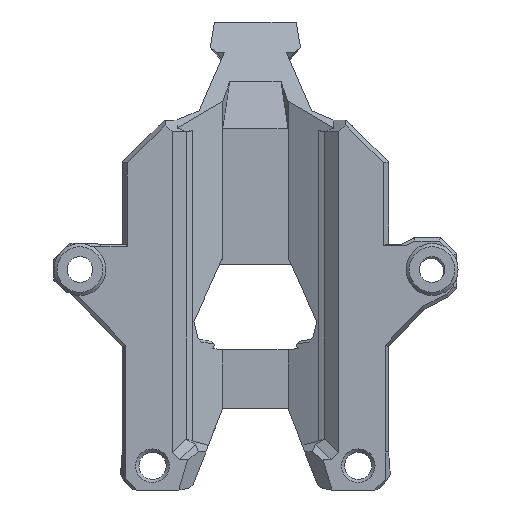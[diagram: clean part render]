
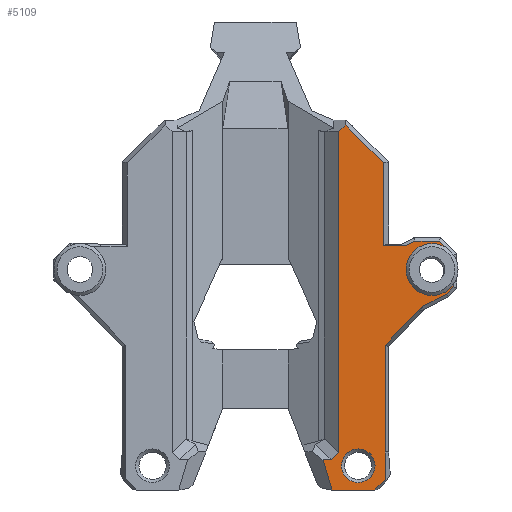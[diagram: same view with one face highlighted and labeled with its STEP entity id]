
A CAD part, front view. The second image highlights one B-rep face of the part: STEP entity #5109.
In plain terms, the highlighted face is planar.
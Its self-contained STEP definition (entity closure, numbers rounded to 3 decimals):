
#29=FACE_BOUND('',#530,.T.);
#30=FACE_BOUND('',#531,.T.);
#111=CIRCLE('',#5357,2.1);
#117=CIRCLE('',#5395,2.1);
#118=CIRCLE('',#5405,2.1);
#255=FACE_OUTER_BOUND('',#529,.T.);
#529=EDGE_LOOP('',(#3883,#3884,#3885,#3886,#3887,#3888,#3889,#3890,#3891,
#3892,#3893,#3894,#3895,#3896,#3897,#3898,#3899,#3900,#3901));
#530=EDGE_LOOP('',(#3902));
#531=EDGE_LOOP('',(#3903,#3904,#3905,#3906));
#783=LINE('',#7011,#1434);
#868=LINE('',#7320,#1519);
#893=LINE('',#7374,#1544);
#905=LINE('',#7398,#1556);
#914=LINE('',#7413,#1565);
#917=LINE('',#7418,#1568);
#919=LINE('',#7423,#1570);
#923=LINE('',#7431,#1574);
#925=LINE('',#7435,#1576);
#930=LINE('',#7444,#1581);
#1038=LINE('',#7690,#1689);
#1045=LINE('',#7705,#1696);
#1047=LINE('',#7709,#1698);
#1049=LINE('',#7713,#1700);
#1051=LINE('',#7717,#1702);
#1053=LINE('',#7721,#1704);
#1055=LINE('',#7724,#1706);
#1056=LINE('',#7727,#1707);
#1060=LINE('',#7733,#1711);
#1122=LINE('',#7859,#1773);
#1123=LINE('',#7860,#1774);
#1434=VECTOR('',#5663,1000.);
#1519=VECTOR('',#5802,1000.);
#1544=VECTOR('',#5841,1000.);
#1556=VECTOR('',#5859,1000.);
#1565=VECTOR('',#5874,1000.);
#1568=VECTOR('',#5881,1000.);
#1570=VECTOR('',#5885,1000.);
#1574=VECTOR('',#5891,1000.);
#1576=VECTOR('',#5895,1000.);
#1581=VECTOR('',#5902,1000.);
#1689=VECTOR('',#6106,10.);
#1696=VECTOR('',#6121,1000.);
#1698=VECTOR('',#6125,1000.);
#1700=VECTOR('',#6129,1000.);
#1702=VECTOR('',#6133,1000.);
#1704=VECTOR('',#6137,1000.);
#1706=VECTOR('',#6141,1000.);
#1707=VECTOR('',#6144,1000.);
#1711=VECTOR('',#6150,1000.);
#1773=VECTOR('',#6256,10.);
#1774=VECTOR('',#6257,10.);
#2087=VERTEX_POINT('',#7008);
#2088=VERTEX_POINT('',#7010);
#2169=VERTEX_POINT('',#7314);
#2171=VERTEX_POINT('',#7318);
#2192=VERTEX_POINT('',#7371);
#2193=VERTEX_POINT('',#7373);
#2201=VERTEX_POINT('',#7395);
#2202=VERTEX_POINT('',#7397);
#2207=VERTEX_POINT('',#7421);
#2210=VERTEX_POINT('',#7429);
#2211=VERTEX_POINT('',#7434);
#2222=VERTEX_POINT('',#7476);
#2292=VERTEX_POINT('',#7688);
#2293=VERTEX_POINT('',#7689);
#2295=VERTEX_POINT('',#7696);
#2296=VERTEX_POINT('',#7698);
#2297=VERTEX_POINT('',#7703);
#2298=VERTEX_POINT('',#7707);
#2299=VERTEX_POINT('',#7711);
#2300=VERTEX_POINT('',#7715);
#2301=VERTEX_POINT('',#7719);
#2302=VERTEX_POINT('',#7726);
#2303=VERTEX_POINT('',#7731);
#2345=VERTEX_POINT('',#7858);
#2569=EDGE_CURVE('',#2088,#2087,#783,.T.);
#2670=EDGE_CURVE('',#2169,#2171,#868,.T.);
#2695=EDGE_CURVE('',#2193,#2192,#893,.T.);
#2707=EDGE_CURVE('',#2202,#2201,#905,.T.);
#2716=EDGE_CURVE('',#2192,#2202,#914,.T.);
#2719=EDGE_CURVE('',#2087,#2193,#917,.T.);
#2721=EDGE_CURVE('',#2171,#2207,#919,.T.);
#2725=EDGE_CURVE('',#2207,#2210,#923,.T.);
#2727=EDGE_CURVE('',#2210,#2211,#925,.T.);
#2732=EDGE_CURVE('',#2169,#2201,#930,.T.);
#2751=EDGE_CURVE('',#2222,#2222,#111,.T.);
#2852=EDGE_CURVE('',#2292,#2293,#1038,.T.);
#2857=EDGE_CURVE('',#2296,#2295,#117,.T.);
#2861=EDGE_CURVE('',#2211,#2297,#1045,.T.);
#2863=EDGE_CURVE('',#2297,#2298,#1047,.T.);
#2865=EDGE_CURVE('',#2298,#2299,#1049,.T.);
#2867=EDGE_CURVE('',#2299,#2300,#1051,.T.);
#2869=EDGE_CURVE('',#2300,#2301,#1053,.T.);
#2871=EDGE_CURVE('',#2301,#2293,#1055,.T.);
#2872=EDGE_CURVE('',#2302,#2296,#1056,.T.);
#2876=EDGE_CURVE('',#2295,#2303,#1060,.T.);
#2877=EDGE_CURVE('',#2303,#2302,#118,.T.);
#2939=EDGE_CURVE('',#2088,#2345,#1122,.T.);
#2940=EDGE_CURVE('',#2345,#2292,#1123,.T.);
#3883=ORIENTED_EDGE('',*,*,#2939,.F.);
#3884=ORIENTED_EDGE('',*,*,#2569,.T.);
#3885=ORIENTED_EDGE('',*,*,#2719,.T.);
#3886=ORIENTED_EDGE('',*,*,#2695,.T.);
#3887=ORIENTED_EDGE('',*,*,#2716,.T.);
#3888=ORIENTED_EDGE('',*,*,#2707,.T.);
#3889=ORIENTED_EDGE('',*,*,#2732,.F.);
#3890=ORIENTED_EDGE('',*,*,#2670,.T.);
#3891=ORIENTED_EDGE('',*,*,#2721,.T.);
#3892=ORIENTED_EDGE('',*,*,#2725,.T.);
#3893=ORIENTED_EDGE('',*,*,#2727,.T.);
#3894=ORIENTED_EDGE('',*,*,#2861,.T.);
#3895=ORIENTED_EDGE('',*,*,#2863,.T.);
#3896=ORIENTED_EDGE('',*,*,#2865,.T.);
#3897=ORIENTED_EDGE('',*,*,#2867,.T.);
#3898=ORIENTED_EDGE('',*,*,#2869,.T.);
#3899=ORIENTED_EDGE('',*,*,#2871,.T.);
#3900=ORIENTED_EDGE('',*,*,#2852,.F.);
#3901=ORIENTED_EDGE('',*,*,#2940,.F.);
#3902=ORIENTED_EDGE('',*,*,#2751,.T.);
#3903=ORIENTED_EDGE('',*,*,#2876,.T.);
#3904=ORIENTED_EDGE('',*,*,#2877,.T.);
#3905=ORIENTED_EDGE('',*,*,#2872,.T.);
#3906=ORIENTED_EDGE('',*,*,#2857,.T.);
#4885=PLANE('',#5425);
#5109=ADVANCED_FACE('',(#255,#29,#30),#4885,.F.);
#5357=AXIS2_PLACEMENT_3D('',#7478,#5940,#5941);
#5395=AXIS2_PLACEMENT_3D('',#7699,#6114,#6115);
#5405=AXIS2_PLACEMENT_3D('',#7735,#6153,#6154);
#5425=AXIS2_PLACEMENT_3D('',#7857,#6254,#6255);
#5663=DIRECTION('',(0.,0.728,-0.686));
#5802=DIRECTION('',(0.,-0.707,0.707));
#5841=DIRECTION('',(0.,0.707,-0.707));
#5859=DIRECTION('',(0.,-0.284,-0.959));
#5874=DIRECTION('',(0.,1.,0.));
#5881=DIRECTION('',(0.,0.,-1.));
#5885=DIRECTION('',(0.,0.002,1.));
#5891=DIRECTION('',(0.,0.,1.));
#5895=DIRECTION('',(0.,-0.696,0.718));
#5902=DIRECTION('',(0.,1.,0.));
#5940=DIRECTION('center_axis',(1.,0.,0.));
#5941=DIRECTION('ref_axis',(0.,0.,-1.));
#6106=DIRECTION('',(0.,-1.,0.));
#6114=DIRECTION('center_axis',(1.,0.,0.));
#6115=DIRECTION('ref_axis',(0.,0.,-1.));
#6121=DIRECTION('',(0.,-0.892,0.453));
#6125=DIRECTION('',(0.,-0.696,0.718));
#6129=DIRECTION('',(0.,0.,1.));
#6133=DIRECTION('',(0.,0.707,0.707));
#6137=DIRECTION('',(0.,1.,0.));
#6141=DIRECTION('',(0.,0.887,-0.462));
#6144=DIRECTION('',(0.,0.,1.));
#6150=DIRECTION('',(0.,0.,-1.));
#6153=DIRECTION('center_axis',(1.,0.,0.));
#6154=DIRECTION('ref_axis',(0.,0.,-1.));
#6254=DIRECTION('center_axis',(1.,0.,0.));
#6255=DIRECTION('ref_axis',(0.,1.,0.));
#6256=DIRECTION('',(0.,-0.707,-0.707));
#6257=DIRECTION('',(0.,0.,-1.));
#7008=CARTESIAN_POINT('',(39.25,-10.379,81.352));
#7010=CARTESIAN_POINT('',(39.25,-11.243,82.166));
#7011=CARTESIAN_POINT('',(39.25,-6.426,77.625));
#7314=CARTESIAN_POINT('',(39.25,-14.938,36.55));
#7318=CARTESIAN_POINT('',(39.25,-16.213,37.825));
#7320=CARTESIAN_POINT('',(39.25,-15.983,37.595));
#7371=CARTESIAN_POINT('',(39.25,-9.46,40.3));
#7373=CARTESIAN_POINT('',(39.25,-10.379,41.218));
#7374=CARTESIAN_POINT('',(39.25,15.42,15.42));
#7395=CARTESIAN_POINT('',(39.25,-9.564,36.55));
#7397=CARTESIAN_POINT('',(39.25,-8.455,40.3));
#7398=CARTESIAN_POINT('',(39.25,-18.738,5.543));
#7413=CARTESIAN_POINT('',(39.25,-2.54,40.3));
#7418=CARTESIAN_POINT('',(39.25,-10.379,86.713));
#7421=CARTESIAN_POINT('',(39.25,-16.205,41.299));
#7423=CARTESIAN_POINT('',(39.25,-16.205,41.298));
#7429=CARTESIAN_POINT('',(39.25,-16.205,54.651));
#7431=CARTESIAN_POINT('',(39.25,-16.205,54.335));
#7434=CARTESIAN_POINT('',(39.25,-20.914,59.513));
#7435=CARTESIAN_POINT('',(39.25,-23.541,62.225));
#7444=CARTESIAN_POINT('',(39.25,0.,36.55));
#7476=CARTESIAN_POINT('',(39.25,-12.85,37.475));
#7478=CARTESIAN_POINT('Origin',(39.25,-12.85,39.575));
#7688=CARTESIAN_POINT('',(39.25,-15.985,67.04));
#7689=CARTESIAN_POINT('',(39.25,-18.739,67.04));
#7690=CARTESIAN_POINT('',(39.25,0.,67.04));
#7696=CARTESIAN_POINT('',(39.25,-24.02,65.102));
#7698=CARTESIAN_POINT('',(39.25,-19.82,65.102));
#7699=CARTESIAN_POINT('Origin',(39.25,-21.92,65.102));
#7703=CARTESIAN_POINT('',(39.25,-23.861,61.009));
#7705=CARTESIAN_POINT('',(39.25,19.735,38.879));
#7707=CARTESIAN_POINT('',(39.25,-24.77,61.948));
#7709=CARTESIAN_POINT('',(39.25,-24.883,62.064));
#7711=CARTESIAN_POINT('',(39.25,-24.77,65.893));
#7713=CARTESIAN_POINT('',(39.25,-24.77,66.059));
#7715=CARTESIAN_POINT('',(39.25,-23.004,67.659));
#7717=CARTESIAN_POINT('',(39.25,-45.332,45.332));
#7719=CARTESIAN_POINT('',(39.25,-19.927,67.659));
#7721=CARTESIAN_POINT('',(39.25,-19.829,67.659));
#7724=CARTESIAN_POINT('',(39.25,23.473,45.042));
#7726=CARTESIAN_POINT('',(39.25,-19.82,63.102));
#7727=CARTESIAN_POINT('',(39.25,-19.82,0.));
#7731=CARTESIAN_POINT('',(39.25,-24.02,63.102));
#7733=CARTESIAN_POINT('',(39.25,-24.02,0.));
#7735=CARTESIAN_POINT('Origin',(39.25,-21.92,63.102));
#7857=CARTESIAN_POINT('Origin',(39.25,0.,0.));
#7858=CARTESIAN_POINT('',(39.25,-15.985,77.425));
#7859=CARTESIAN_POINT('',(39.25,-30.363,63.046));
#7860=CARTESIAN_POINT('',(39.25,-15.985,26.422));
